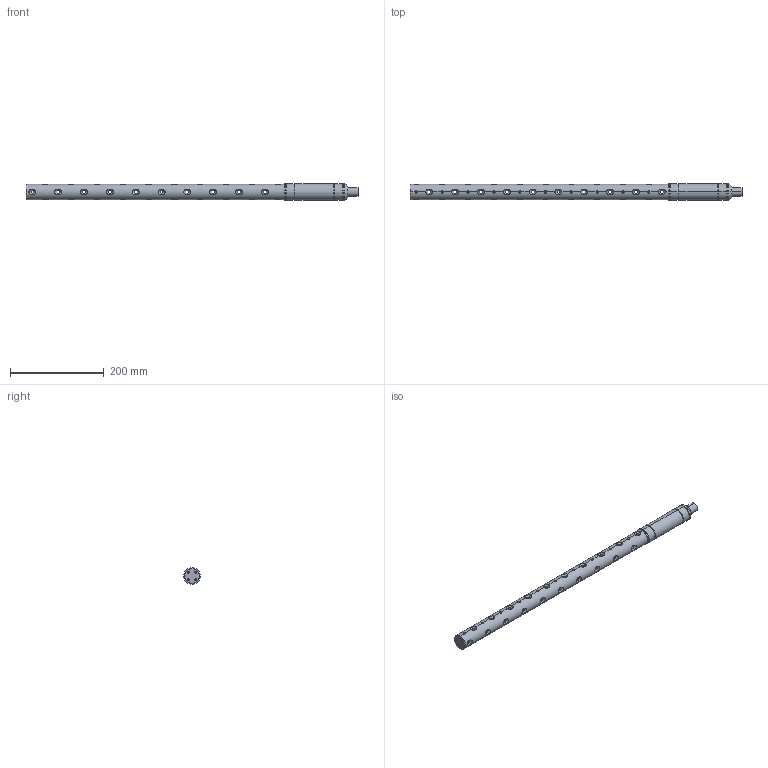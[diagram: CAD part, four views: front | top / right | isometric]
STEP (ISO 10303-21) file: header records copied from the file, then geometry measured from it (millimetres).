
FILE_DESCRIPTION (( 'STEP AP214' ), '1' );
FILE_NAME ('103111.A.Axe.STEP', '2024-12-13T06:41:51', ( '' ), ( '' ), 'SwSTEP 2.0', 'SolidWorks 2025', '' );
FILE_SCHEMA (( 'AUTOMOTIVE_DESIGN' ));
Length unit declared in the file: millimetre
Products named in the file (1): 103111.A.Axe
Bounding box: 707.25 x 35 x 35 mm (x, y, z)
Volume: 563774.7 mm3; surface area: 91630.3 mm2
Topology: 1 solids, 1 shells, 223 faces, 599 edges, 343 vertices
Faces by surface type: cylinder 114, cone 94, plane 15
Entity records: 12583 total; most frequent: CARTESIAN_POINT 7218, ORIENTED_EDGE 1178, DIRECTION 1006, EDGE_CURVE 589, AXIS2_PLACEMENT_3D 375, VERTEX_POINT 343, EDGE_LOOP 278, LINE 256
